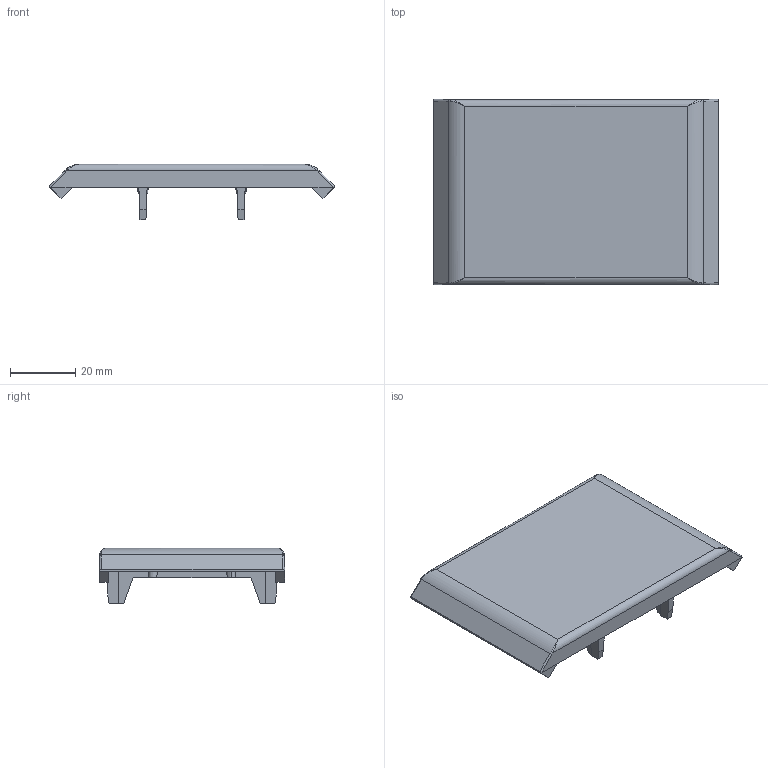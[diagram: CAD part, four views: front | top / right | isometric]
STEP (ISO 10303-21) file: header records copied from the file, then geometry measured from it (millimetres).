
FILE_DESCRIPTION (( 'STEP AP203' ), '1' );
FILE_NAME ('093WA603.step', '2016-01-11T14:49:25', ( '' ), ( '' ), 'SwSTEP 2.0', 'SolidWorks 2015', '' );
FILE_SCHEMA (( 'CONFIG_CONTROL_DESIGN' ));
Length unit declared in the file: millimetre
Products named in the file (1): 093WA603
Bounding box: 87 x 56.7 x 17 mm (x, y, z)
Volume: 18126.3 mm3; surface area: 13784.4 mm2
Topology: 1 solids, 1 shells, 341 faces, 959 edges, 630 vertices
Faces by surface type: plane 293, cylinder 24, cone 12, bspline 12
Entity records: 11102 total; most frequent: CARTESIAN_POINT 2363, ORIENTED_EDGE 1910, DIRECTION 1619, EDGE_CURVE 955, VECTOR 839, LINE 839, VERTEX_POINT 630, AXIS2_PLACEMENT_3D 390
